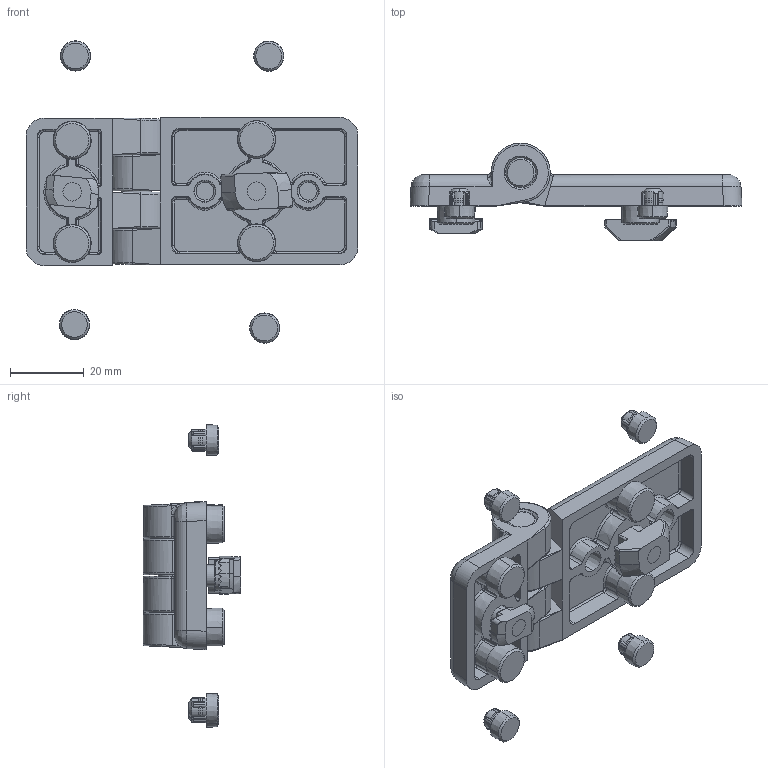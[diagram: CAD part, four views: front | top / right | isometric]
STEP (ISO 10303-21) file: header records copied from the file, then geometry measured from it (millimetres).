
FILE_DESCRIPTION (( 'STEP AP214' ), '1' );
FILE_NAME ('095ks3060f0810s01.STEP', '2014-09-01T09:33:08', ( '' ), ( '' ), 'SwSTEP 2.0', 'SolidWorks 2014', '' );
FILE_SCHEMA (( 'AUTOMOTIVE_DESIGN' ));
Length unit declared in the file: inch
Products named in the file (1): 095ks3060f0810s01
Bounding box: 90 x 26.4 x 81.98 mm (x, y, z)
Volume: 29640.5 mm3; surface area: 20583.4 mm2
Topology: 15 solids, 15 shells, 887 faces, 2249 edges, 1406 vertices
Faces by surface type: cylinder 342, bspline 223, plane 187, cone 135
Entity records: 46168 total; most frequent: CARTESIAN_POINT 14720, ORIENTED_EDGE 4478, DIRECTION 3736, EDGE_CURVE 2239, AXIS2_PLACEMENT_3D 1471, VERTEX_POINT 1406, EDGE_LOOP 927, UNCERTAINTY_MEASURE_WITH_UNIT 904
